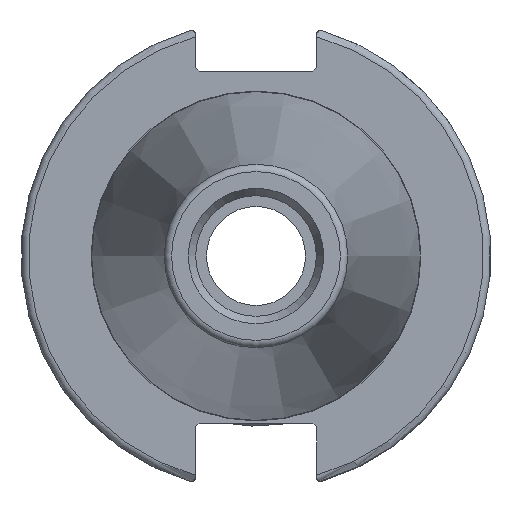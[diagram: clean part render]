
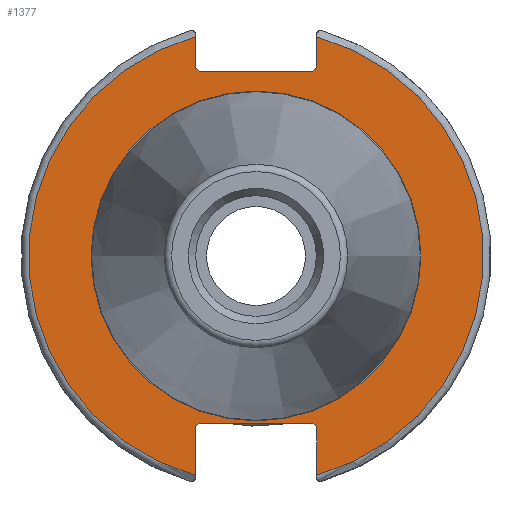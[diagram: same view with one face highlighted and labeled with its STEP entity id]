
A CAD part, left-side view. The second image highlights one B-rep face of the part: STEP entity #1377.
In plain terms, the highlighted planar face has unit normal (-1, 0, 0).
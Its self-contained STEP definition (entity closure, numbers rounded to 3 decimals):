
#293=FACE_BOUND('',#445,.T.);
#306=PLANE('',#1580);
#368=FACE_OUTER_BOUND('',#444,.T.);
#444=EDGE_LOOP('',(#1062,#1063,#1064,#1065,#1066,#1067,#1068,#1069,#1070,
#1071,#1072,#1073));
#445=EDGE_LOOP('',(#1074));
#517=LINE('',#2191,#594);
#518=LINE('',#2193,#595);
#519=LINE('',#2195,#596);
#520=LINE('',#2197,#597);
#521=LINE('',#2199,#598);
#522=LINE('',#2203,#599);
#523=LINE('',#2205,#600);
#524=LINE('',#2207,#601);
#525=LINE('',#2209,#602);
#526=LINE('',#2210,#603);
#594=VECTOR('',#1797,10.);
#595=VECTOR('',#1798,10.);
#596=VECTOR('',#1799,10.);
#597=VECTOR('',#1800,10.);
#598=VECTOR('',#1801,10.);
#599=VECTOR('',#1804,10.);
#600=VECTOR('',#1805,10.);
#601=VECTOR('',#1806,10.);
#602=VECTOR('',#1807,10.);
#603=VECTOR('',#1808,10.);
#680=CIRCLE('',#1578,22.3);
#682=CIRCLE('',#1581,30.75);
#683=CIRCLE('',#1582,30.75);
#745=VERTEX_POINT('',#2182);
#746=VERTEX_POINT('',#2187);
#747=VERTEX_POINT('',#2188);
#748=VERTEX_POINT('',#2190);
#749=VERTEX_POINT('',#2192);
#750=VERTEX_POINT('',#2194);
#751=VERTEX_POINT('',#2196);
#752=VERTEX_POINT('',#2198);
#753=VERTEX_POINT('',#2200);
#754=VERTEX_POINT('',#2202);
#755=VERTEX_POINT('',#2204);
#756=VERTEX_POINT('',#2206);
#757=VERTEX_POINT('',#2208);
#866=EDGE_CURVE('',#745,#745,#680,.T.);
#868=EDGE_CURVE('',#746,#747,#682,.T.);
#869=EDGE_CURVE('',#746,#748,#517,.T.);
#870=EDGE_CURVE('',#749,#748,#518,.T.);
#871=EDGE_CURVE('',#749,#750,#519,.T.);
#872=EDGE_CURVE('',#751,#750,#520,.T.);
#873=EDGE_CURVE('',#751,#752,#521,.T.);
#874=EDGE_CURVE('',#753,#752,#683,.T.);
#875=EDGE_CURVE('',#753,#754,#522,.T.);
#876=EDGE_CURVE('',#755,#754,#523,.T.);
#877=EDGE_CURVE('',#755,#756,#524,.T.);
#878=EDGE_CURVE('',#757,#756,#525,.T.);
#879=EDGE_CURVE('',#757,#747,#526,.T.);
#1062=ORIENTED_EDGE('',*,*,#868,.F.);
#1063=ORIENTED_EDGE('',*,*,#869,.T.);
#1064=ORIENTED_EDGE('',*,*,#870,.F.);
#1065=ORIENTED_EDGE('',*,*,#871,.T.);
#1066=ORIENTED_EDGE('',*,*,#872,.F.);
#1067=ORIENTED_EDGE('',*,*,#873,.T.);
#1068=ORIENTED_EDGE('',*,*,#874,.F.);
#1069=ORIENTED_EDGE('',*,*,#875,.T.);
#1070=ORIENTED_EDGE('',*,*,#876,.F.);
#1071=ORIENTED_EDGE('',*,*,#877,.T.);
#1072=ORIENTED_EDGE('',*,*,#878,.F.);
#1073=ORIENTED_EDGE('',*,*,#879,.T.);
#1074=ORIENTED_EDGE('',*,*,#866,.F.);
#1377=ADVANCED_FACE('',(#368,#293),#306,.T.);
#1578=AXIS2_PLACEMENT_3D('',#2184,#1789,#1790);
#1580=AXIS2_PLACEMENT_3D('',#2186,#1793,#1794);
#1581=AXIS2_PLACEMENT_3D('',#2189,#1795,#1796);
#1582=AXIS2_PLACEMENT_3D('',#2201,#1802,#1803);
#1789=DIRECTION('center_axis',(-1.,0.,0.));
#1790=DIRECTION('ref_axis',(0.,-1.,0.));
#1793=DIRECTION('center_axis',(-1.,0.,0.));
#1794=DIRECTION('ref_axis',(0.,0.,1.));
#1795=DIRECTION('center_axis',(1.,0.,0.));
#1796=DIRECTION('ref_axis',(0.,-1.,0.));
#1797=DIRECTION('',(0.,0.,-1.));
#1798=DIRECTION('',(0.,-0.707,0.707));
#1799=DIRECTION('',(0.,1.,0.));
#1800=DIRECTION('',(0.,-0.707,-0.707));
#1801=DIRECTION('',(0.,0.,1.));
#1802=DIRECTION('center_axis',(1.,0.,0.));
#1803=DIRECTION('ref_axis',(0.,1.,0.));
#1804=DIRECTION('',(0.,0.,1.));
#1805=DIRECTION('',(0.,0.707,-0.707));
#1806=DIRECTION('',(0.,-1.,0.));
#1807=DIRECTION('',(0.,0.707,0.707));
#1808=DIRECTION('',(0.,0.,-1.));
#2182=CARTESIAN_POINT('',(3.175,0.,22.3));
#2184=CARTESIAN_POINT('Origin',(3.175,0.,0.));
#2186=CARTESIAN_POINT('Origin',(3.175,31.75,0.));
#2187=CARTESIAN_POINT('',(3.175,-8.19,29.639));
#2188=CARTESIAN_POINT('',(3.175,-8.19,-29.639));
#2189=CARTESIAN_POINT('Origin',(3.175,0.,0.));
#2190=CARTESIAN_POINT('',(3.175,-8.19,25.5));
#2191=CARTESIAN_POINT('',(3.175,-8.19,12.5));
#2192=CARTESIAN_POINT('',(3.175,-7.69,25.));
#2193=CARTESIAN_POINT('',(3.175,8.295,9.015));
#2194=CARTESIAN_POINT('',(3.175,7.69,25.));
#2195=CARTESIAN_POINT('',(3.175,15.875,25.));
#2196=CARTESIAN_POINT('',(3.175,8.19,25.5));
#2197=CARTESIAN_POINT('',(3.175,7.58,24.89));
#2198=CARTESIAN_POINT('',(3.175,8.19,29.639));
#2199=CARTESIAN_POINT('',(3.175,8.19,12.5));
#2200=CARTESIAN_POINT('',(3.175,8.19,-29.639));
#2201=CARTESIAN_POINT('Origin',(3.175,0.,0.));
#2202=CARTESIAN_POINT('',(3.175,8.19,-23.1));
#2203=CARTESIAN_POINT('',(3.175,8.19,-11.3));
#2204=CARTESIAN_POINT('',(3.175,7.69,-22.6));
#2205=CARTESIAN_POINT('',(3.175,8.18,-23.09));
#2206=CARTESIAN_POINT('',(3.175,-7.69,-22.6));
#2207=CARTESIAN_POINT('',(3.175,15.875,-22.6));
#2208=CARTESIAN_POINT('',(3.175,-8.19,-23.1));
#2209=CARTESIAN_POINT('',(3.175,7.695,-7.215));
#2210=CARTESIAN_POINT('',(3.175,-8.19,-11.3));
